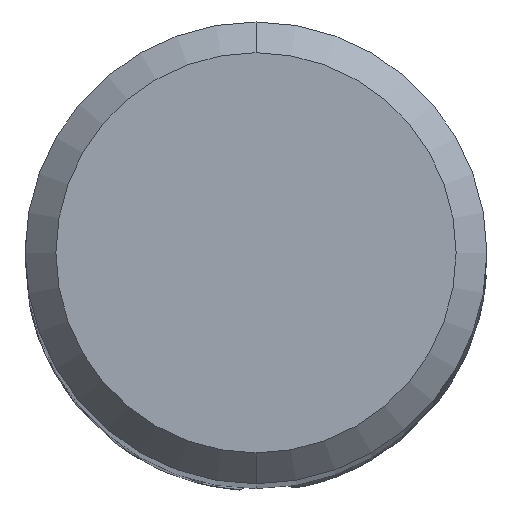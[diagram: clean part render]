
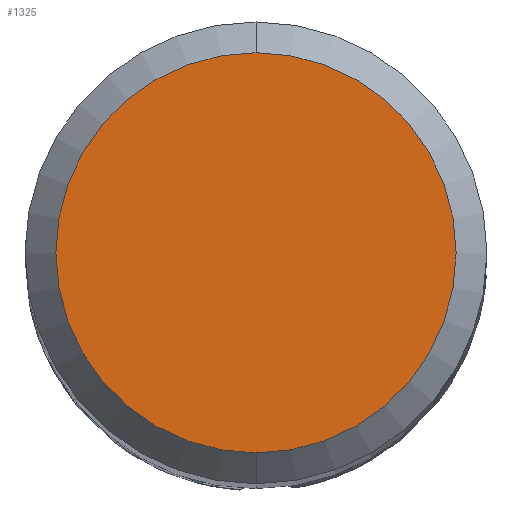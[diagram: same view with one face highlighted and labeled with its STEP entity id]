
A CAD part, top view. The second image highlights one B-rep face of the part: STEP entity #1325.
In plain terms, the highlighted planar face has unit normal (0, 0, 1).
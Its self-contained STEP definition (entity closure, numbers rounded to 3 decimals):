
#1325=ADVANCED_FACE('',(#2830),#2831,.T.);
#1829=VERTEX_POINT('',#3380);
#1955=VERTEX_POINT('',#3519);
#2051=EDGE_CURVE('',#1829,#1955,#3624,.T.);
#2065=EDGE_CURVE('',#1955,#1829,#3639,.T.);
#2830=FACE_OUTER_BOUND('',#6839,.T.);
#2831=PLANE('',#6840);
#3380=CARTESIAN_POINT('',(0.,-2.6,0.0));
#3519=CARTESIAN_POINT('',(0.0,2.6,0.0));
#3624=CIRCLE('',#10921,2.6);
#3639=CIRCLE('',#10969,2.6);
#6839=EDGE_LOOP('',(#13046,#13047));
#6840=AXIS2_PLACEMENT_3D('',#13048,#13049,#13050);
#10921=AXIS2_PLACEMENT_3D('',#13851,#13852,#13853);
#10969=AXIS2_PLACEMENT_3D('',#13871,#13872,#13873);
#13046=ORIENTED_EDGE('',*,*,#2065,.F.);
#13047=ORIENTED_EDGE('',*,*,#2051,.F.);
#13048=CARTESIAN_POINT('',(0.0,1.3,0.0));
#13049=DIRECTION('',(-0.0,0.0,1.0));
#13050=DIRECTION('',(0.0,-1.0,0.0));
#13851=CARTESIAN_POINT('',(0.0,0.0,0.0));
#13852=DIRECTION('',(0.0,0.0,-1.0));
#13853=DIRECTION('',(0.0,1.0,0.0));
#13871=CARTESIAN_POINT('',(0.0,0.0,0.0));
#13872=DIRECTION('',(0.0,0.0,-1.0));
#13873=DIRECTION('',(0.0,1.0,0.0));
